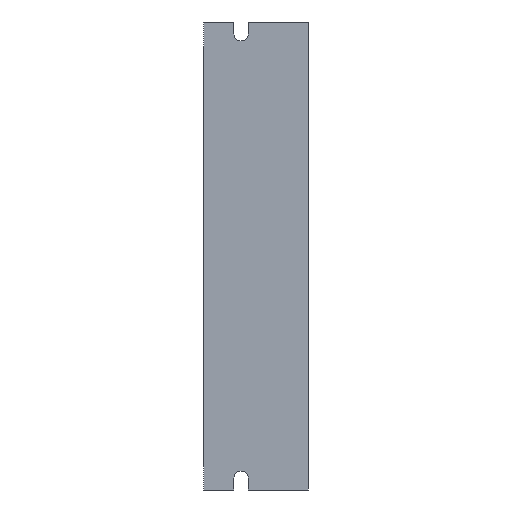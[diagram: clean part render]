
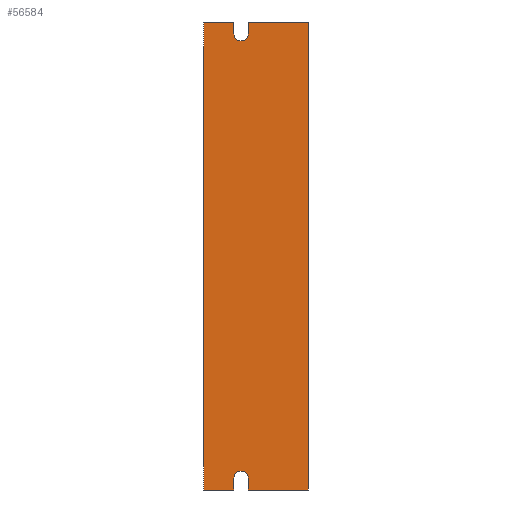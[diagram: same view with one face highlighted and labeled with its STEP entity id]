
A CAD part, left-side view. The second image highlights one B-rep face of the part: STEP entity #56584.
In plain terms, the highlighted planar face has unit normal (-1, 0, 0).
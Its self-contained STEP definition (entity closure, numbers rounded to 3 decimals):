
#531 = VERTEX_POINT ( 'NONE', #63258 ) ;
#5903 = LINE ( 'NONE', #196072, #46660 ) ;
#7420 = VECTOR ( 'NONE', #83927, 1000. ) ;
#7439 = FACE_OUTER_BOUND ( 'NONE', #101711, .T. ) ;
#12633 = ORIENTED_EDGE ( 'NONE', *, *, #69476, .T. ) ;
#16791 = AXIS2_PLACEMENT_3D ( 'NONE', #182390, #182182, #181934 ) ;
#17958 = EDGE_CURVE ( 'NONE', #111602, #174310, #5903, .T. ) ;
#19353 = ORIENTED_EDGE ( 'NONE', *, *, #177287, .T. ) ;
#31237 = CARTESIAN_POINT ( 'NONE',  ( 54.152, 66.226, 115.94 ) ) ;
#32281 = EDGE_CURVE ( 'NONE', #92973, #222056, #133123, .T. ) ;
#35392 = DIRECTION ( 'NONE',  ( 1., 0., 0. ) ) ;
#36987 = ORIENTED_EDGE ( 'NONE', *, *, #32281, .T. ) ;
#40665 = DIRECTION ( 'NONE',  ( 0., 0., -1. ) ) ;
#42240 = EDGE_CURVE ( 'NONE', #162234, #216303, #53586, .T. ) ;
#43149 = CARTESIAN_POINT ( 'NONE',  ( 54.152, 83.926, 115.94 ) ) ;
#44516 = CARTESIAN_POINT ( 'NONE',  ( 54.152, 83.926, -18.56 ) ) ;
#44520 = DIRECTION ( 'NONE',  ( 0., -1., 0. ) ) ;
#44845 = CARTESIAN_POINT ( 'NONE',  ( 54.152, 83.926, -18.56 ) ) ;
#46660 = VECTOR ( 'NONE', #44520, 1000. ) ;
#53586 = LINE ( 'NONE', #88152, #7420 ) ;
#56584 = ADVANCED_FACE ( 'NONE', ( #7439 ), #186676, .T. ) ;
#62318 = VECTOR ( 'NONE', #222808, 1000. ) ;
#63258 = CARTESIAN_POINT ( 'NONE',  ( 54.152, 66.226, -22.06 ) ) ;
#63753 = CARTESIAN_POINT ( 'NONE',  ( 54.152, 83.926, 115.94 ) ) ;
#64477 = CARTESIAN_POINT ( 'NONE',  ( 54.152, 88.126, 115.94 ) ) ;
#67847 = LINE ( 'NONE', #119410, #62318 ) ;
#68635 = CARTESIAN_POINT ( 'NONE',  ( 54.152, 88.126, 112.44 ) ) ;
#69476 = EDGE_CURVE ( 'NONE', #174310, #113958, #116051, .T. ) ;
#69847 = VECTOR ( 'NONE', #181080, 1000. ) ;
#75934 = VECTOR ( 'NONE', #99758, 1000. ) ;
#76809 = ORIENTED_EDGE ( 'NONE', *, *, #160183, .T. ) ;
#76878 = CARTESIAN_POINT ( 'NONE',  ( 54.152, 86.026, 112.44 ) ) ;
#80600 = LINE ( 'NONE', #68635, #167212 ) ;
#83927 = DIRECTION ( 'NONE',  ( 0., 1., 0. ) ) ;
#85145 = LINE ( 'NONE', #31237, #131162 ) ;
#87057 = VECTOR ( 'NONE', #40665, 1000. ) ;
#87518 = LINE ( 'NONE', #152377, #128135 ) ;
#88152 = CARTESIAN_POINT ( 'NONE',  ( 54.152, 88.126, 115.94 ) ) ;
#89714 = ORIENTED_EDGE ( 'NONE', *, *, #152264, .F. ) ;
#89888 = EDGE_CURVE ( 'NONE', #113958, #92973, #197629, .T. ) ;
#92206 = EDGE_CURVE ( 'NONE', #222056, #531, #67847, .T. ) ;
#92973 = VERTEX_POINT ( 'NONE', #44516 ) ;
#94324 = DIRECTION ( 'NONE',  ( 0., 0., 1. ) ) ;
#99758 = DIRECTION ( 'NONE',  ( 0., 0., 1. ) ) ;
#101711 = EDGE_LOOP ( 'NONE', ( #219512, #212623, #198749, #76809, #19353, #181581, #220795, #89714, #111665, #12633, #142844, #36987 ) ) ;
#111602 = VERTEX_POINT ( 'NONE', #185781 ) ;
#111665 = ORIENTED_EDGE ( 'NONE', *, *, #17958, .T. ) ;
#113601 = CARTESIAN_POINT ( 'NONE',  ( 54.152, 88.126, -22.06 ) ) ;
#113958 = VERTEX_POINT ( 'NONE', #171003 ) ;
#116051 = LINE ( 'NONE', #181338, #69847 ) ;
#117579 = DIRECTION ( 'NONE',  ( 0., 1., 0. ) ) ;
#119410 = CARTESIAN_POINT ( 'NONE',  ( 54.152, 83.926, -22.06 ) ) ;
#122077 = LINE ( 'NONE', #148943, #75934 ) ;
#124117 = CARTESIAN_POINT ( 'NONE',  ( 54.152, 66.226, 115.94 ) ) ;
#128135 = VECTOR ( 'NONE', #117579, 1000. ) ;
#131162 = VECTOR ( 'NONE', #154051, 1000. ) ;
#132291 = VERTEX_POINT ( 'NONE', #124117 ) ;
#133123 = LINE ( 'NONE', #44845, #87057 ) ;
#139358 = CARTESIAN_POINT ( 'NONE',  ( 54.152, 86.026, -18.56 ) ) ;
#142844 = ORIENTED_EDGE ( 'NONE', *, *, #89888, .T. ) ;
#148943 = CARTESIAN_POINT ( 'NONE',  ( 54.152, 97.026, -22.06 ) ) ;
#152264 = EDGE_CURVE ( 'NONE', #111602, #216303, #122077, .T. ) ;
#152377 = CARTESIAN_POINT ( 'NONE',  ( 54.152, 68.226, 115.94 ) ) ;
#154051 = DIRECTION ( 'NONE',  ( 0., 0., -1. ) ) ;
#156724 = DIRECTION ( 'NONE',  ( 0., 0., 1. ) ) ;
#159659 = AXIS2_PLACEMENT_3D ( 'NONE', #76878, #197853, #94324 ) ;
#160183 = EDGE_CURVE ( 'NONE', #211454, #205086, #175611, .T. ) ;
#160554 = CARTESIAN_POINT ( 'NONE',  ( 54.152, 97.026, 115.94 ) ) ;
#161112 = EDGE_CURVE ( 'NONE', #179685, #162234, #80600, .T. ) ;
#162234 = VERTEX_POINT ( 'NONE', #64477 ) ;
#167212 = VECTOR ( 'NONE', #189731, 1000. ) ;
#168592 = AXIS2_PLACEMENT_3D ( 'NONE', #139358, #35392, #156724 ) ;
#171003 = CARTESIAN_POINT ( 'NONE',  ( 54.152, 88.126, -18.56 ) ) ;
#174310 = VERTEX_POINT ( 'NONE', #113601 ) ;
#175611 = LINE ( 'NONE', #43149, #210652 ) ;
#177287 = EDGE_CURVE ( 'NONE', #205086, #179685, #198855, .T. ) ;
#179685 = VERTEX_POINT ( 'NONE', #224329 ) ;
#181080 = DIRECTION ( 'NONE',  ( 0., 0., 1. ) ) ;
#181338 = CARTESIAN_POINT ( 'NONE',  ( 54.152, 88.126, -22.06 ) ) ;
#181581 = ORIENTED_EDGE ( 'NONE', *, *, #161112, .T. ) ;
#181812 = DIRECTION ( 'NONE',  ( 0., 0., -1. ) ) ;
#181934 = DIRECTION ( 'NONE',  ( 0., 0., 1. ) ) ;
#182182 = DIRECTION ( 'NONE',  ( -1., 0., 0. ) ) ;
#182390 = CARTESIAN_POINT ( 'NONE',  ( 54.152, 86.026, 112.44 ) ) ;
#185781 = CARTESIAN_POINT ( 'NONE',  ( 54.152, 97.026, -22.06 ) ) ;
#186676 = PLANE ( 'NONE',  #16791 ) ;
#189731 = DIRECTION ( 'NONE',  ( 0., 0., 1. ) ) ;
#191402 = CARTESIAN_POINT ( 'NONE',  ( 54.152, 83.926, 112.44 ) ) ;
#196072 = CARTESIAN_POINT ( 'NONE',  ( 54.152, 95.526, -22.06 ) ) ;
#197629 = CIRCLE ( 'NONE', #168592, 2.1 ) ;
#197853 = DIRECTION ( 'NONE',  ( 1., 0., 0. ) ) ;
#198749 = ORIENTED_EDGE ( 'NONE', *, *, #224309, .T. ) ;
#198855 = CIRCLE ( 'NONE', #159659, 2.1 ) ;
#205086 = VERTEX_POINT ( 'NONE', #191402 ) ;
#210652 = VECTOR ( 'NONE', #181812, 1000. ) ;
#211454 = VERTEX_POINT ( 'NONE', #63753 ) ;
#212623 = ORIENTED_EDGE ( 'NONE', *, *, #220903, .F. ) ;
#216303 = VERTEX_POINT ( 'NONE', #160554 ) ;
#219512 = ORIENTED_EDGE ( 'NONE', *, *, #92206, .T. ) ;
#219686 = CARTESIAN_POINT ( 'NONE',  ( 54.152, 83.926, -22.06 ) ) ;
#220795 = ORIENTED_EDGE ( 'NONE', *, *, #42240, .T. ) ;
#220903 = EDGE_CURVE ( 'NONE', #132291, #531, #85145, .T. ) ;
#222056 = VERTEX_POINT ( 'NONE', #219686 ) ;
#222808 = DIRECTION ( 'NONE',  ( 0., -1., 0. ) ) ;
#224309 = EDGE_CURVE ( 'NONE', #132291, #211454, #87518, .T. ) ;
#224329 = CARTESIAN_POINT ( 'NONE',  ( 54.152, 88.126, 112.44 ) ) ;
